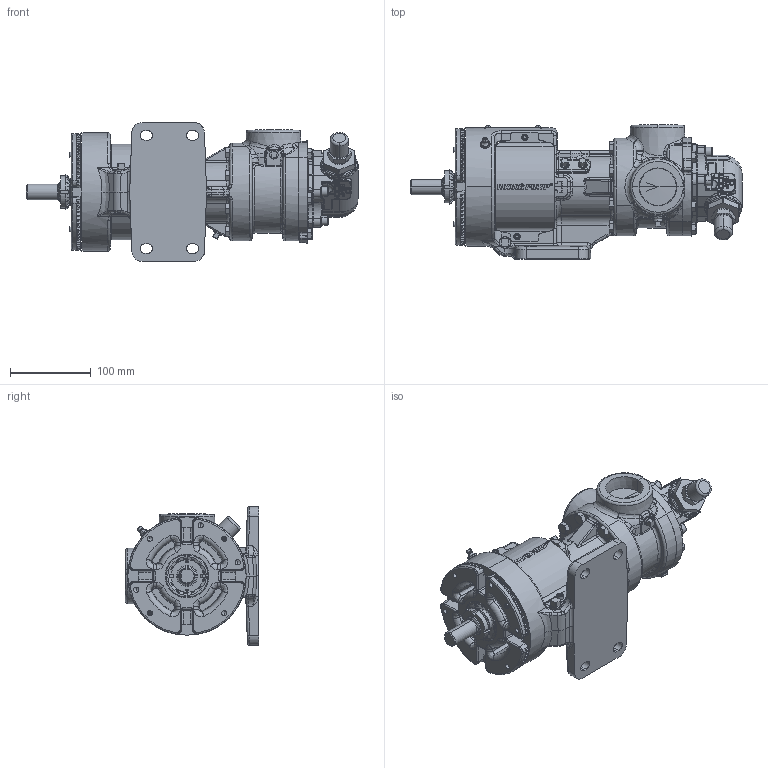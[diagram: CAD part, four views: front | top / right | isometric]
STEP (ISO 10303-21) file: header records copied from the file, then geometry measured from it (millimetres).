
FILE_DESCRIPTION (( 'STEP AP214' ), '1' );
FILE_NAME ('HV-4274.step', '2025-12-05T02:59:54', ( '' ), ( '' ), 'SwSTEP 2.0', 'SolidWorks 2024', '' );
FILE_SCHEMA (( 'AUTOMOTIVE_DESIGN' ));
Length unit declared in the file: inch
Products named in the file (1): HV-4274
Bounding box: 410.03 x 165.48 x 171.45 mm (x, y, z)
Volume: 3037569.6 mm3; surface area: 330710.2 mm2
Topology: 1 solids, 1 shells, 4470 faces, 11464 edges, 7157 vertices
Faces by surface type: plane 1576, bspline 1369, cylinder 890, cone 453, torus 114, sphere 68
Entity records: 186619 total; most frequent: CARTESIAN_POINT 89610, ORIENTED_EDGE 22722, DIRECTION 16342, EDGE_CURVE 11361, VERTEX_POINT 7149, AXIS2_PLACEMENT_3D 5716, LINE 4910, VECTOR 4910
